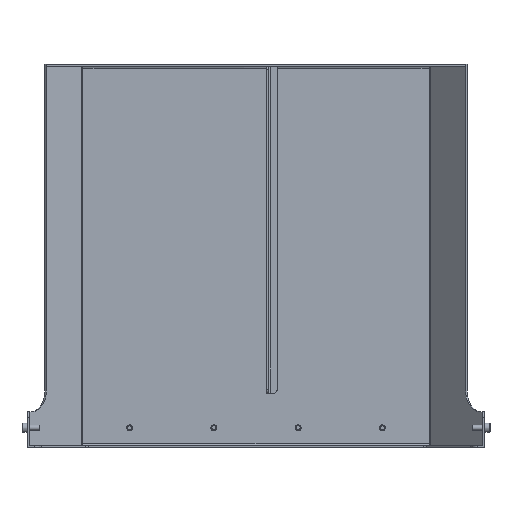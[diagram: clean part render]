
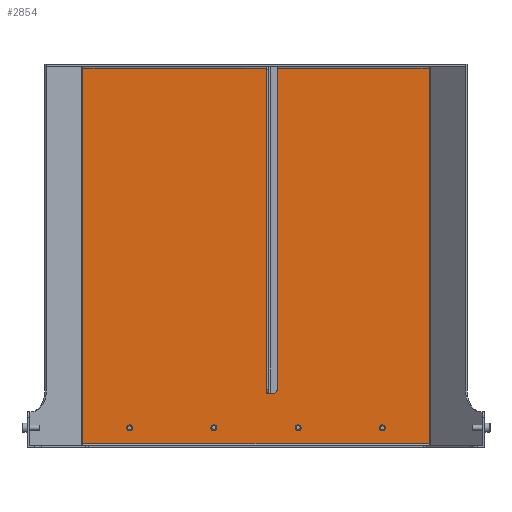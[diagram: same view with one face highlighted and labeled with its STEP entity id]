
A CAD part, top view. The second image highlights one B-rep face of the part: STEP entity #2854.
In plain terms, the highlighted planar face has unit normal (0, 0, 1).
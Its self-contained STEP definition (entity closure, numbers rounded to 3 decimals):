
#91=FACE_BOUND('',#329,.T.);
#92=FACE_BOUND('',#330,.T.);
#93=FACE_BOUND('',#331,.T.);
#94=FACE_BOUND('',#332,.T.);
#166=FACE_OUTER_BOUND('',#328,.T.);
#328=EDGE_LOOP('',(#1805,#1806,#1807,#1808,#1809,#1810,#1811,#1812,#1813));
#329=EDGE_LOOP('',(#1814));
#330=EDGE_LOOP('',(#1815));
#331=EDGE_LOOP('',(#1816));
#332=EDGE_LOOP('',(#1817));
#518=CIRCLE('',#3048,3.);
#519=CIRCLE('',#3049,2.75);
#520=CIRCLE('',#3050,2.75);
#521=CIRCLE('',#3051,2.75);
#522=CIRCLE('',#3052,2.75);
#646=LINE('',#4196,#873);
#647=LINE('',#4201,#874);
#657=LINE('',#4230,#884);
#658=LINE('',#4234,#885);
#659=LINE('',#4235,#886);
#660=LINE('',#4237,#887);
#661=LINE('',#4239,#888);
#662=LINE('',#4240,#889);
#873=VECTOR('',#3351,10.);
#874=VECTOR('',#3356,10.);
#884=VECTOR('',#3380,10.);
#885=VECTOR('',#3383,10.);
#886=VECTOR('',#3384,10.);
#887=VECTOR('',#3385,10.);
#888=VECTOR('',#3386,10.);
#889=VECTOR('',#3387,10.);
#1100=VERTEX_POINT('',#4180);
#1103=VERTEX_POINT('',#4194);
#1104=VERTEX_POINT('',#4198);
#1105=VERTEX_POINT('',#4200);
#1117=VERTEX_POINT('',#4229);
#1118=VERTEX_POINT('',#4231);
#1119=VERTEX_POINT('',#4233);
#1120=VERTEX_POINT('',#4236);
#1121=VERTEX_POINT('',#4238);
#1122=VERTEX_POINT('',#4241);
#1123=VERTEX_POINT('',#4243);
#1124=VERTEX_POINT('',#4245);
#1125=VERTEX_POINT('',#4247);
#1376=EDGE_CURVE('',#1100,#1103,#646,.T.);
#1378=EDGE_CURVE('',#1105,#1104,#647,.T.);
#1393=EDGE_CURVE('',#1104,#1117,#657,.T.);
#1394=EDGE_CURVE('',#1117,#1118,#518,.T.);
#1395=EDGE_CURVE('',#1118,#1119,#658,.T.);
#1396=EDGE_CURVE('',#1119,#1100,#659,.T.);
#1397=EDGE_CURVE('',#1103,#1120,#660,.T.);
#1398=EDGE_CURVE('',#1120,#1121,#661,.T.);
#1399=EDGE_CURVE('',#1105,#1121,#662,.T.);
#1400=EDGE_CURVE('',#1122,#1122,#519,.T.);
#1401=EDGE_CURVE('',#1123,#1123,#520,.T.);
#1402=EDGE_CURVE('',#1124,#1124,#521,.T.);
#1403=EDGE_CURVE('',#1125,#1125,#522,.T.);
#1805=ORIENTED_EDGE('',*,*,#1393,.T.);
#1806=ORIENTED_EDGE('',*,*,#1394,.T.);
#1807=ORIENTED_EDGE('',*,*,#1395,.T.);
#1808=ORIENTED_EDGE('',*,*,#1396,.T.);
#1809=ORIENTED_EDGE('',*,*,#1376,.T.);
#1810=ORIENTED_EDGE('',*,*,#1397,.T.);
#1811=ORIENTED_EDGE('',*,*,#1398,.T.);
#1812=ORIENTED_EDGE('',*,*,#1399,.F.);
#1813=ORIENTED_EDGE('',*,*,#1378,.T.);
#1814=ORIENTED_EDGE('',*,*,#1400,.T.);
#1815=ORIENTED_EDGE('',*,*,#1401,.T.);
#1816=ORIENTED_EDGE('',*,*,#1402,.T.);
#1817=ORIENTED_EDGE('',*,*,#1403,.T.);
#2597=PLANE('',#3047);
#2854=ADVANCED_FACE('',(#166,#91,#92,#93,#94),#2597,.T.);
#3047=AXIS2_PLACEMENT_3D('',#4228,#3378,#3379);
#3048=AXIS2_PLACEMENT_3D('',#4232,#3381,#3382);
#3049=AXIS2_PLACEMENT_3D('',#4242,#3388,#3389);
#3050=AXIS2_PLACEMENT_3D('',#4244,#3390,#3391);
#3051=AXIS2_PLACEMENT_3D('',#4246,#3392,#3393);
#3052=AXIS2_PLACEMENT_3D('',#4248,#3394,#3395);
#3351=DIRECTION('',(-1.,0.,0.));
#3356=DIRECTION('',(-1.,0.,0.));
#3378=DIRECTION('center_axis',(0.,0.,1.));
#3379=DIRECTION('ref_axis',(0.,-1.,0.));
#3380=DIRECTION('',(0.,-1.,0.));
#3381=DIRECTION('center_axis',(0.,0.,-1.));
#3382=DIRECTION('ref_axis',(0.707,-0.707,0.));
#3383=DIRECTION('',(-1.,0.,0.));
#3384=DIRECTION('',(0.,1.,0.));
#3385=DIRECTION('',(0.,-1.,0.));
#3386=DIRECTION('',(1.,0.,0.));
#3387=DIRECTION('',(0.,-1.,0.));
#3388=DIRECTION('center_axis',(0.,0.,-1.));
#3389=DIRECTION('ref_axis',(-1.,0.,0.));
#3390=DIRECTION('center_axis',(0.,0.,-1.));
#3391=DIRECTION('ref_axis',(-1.,0.,0.));
#3392=DIRECTION('center_axis',(0.,0.,-1.));
#3393=DIRECTION('ref_axis',(-1.,0.,0.));
#3394=DIRECTION('center_axis',(0.,0.,-1.));
#3395=DIRECTION('ref_axis',(-1.,0.,0.));
#4180=CARTESIAN_POINT('',(14.,360.,-90.));
#4194=CARTESIAN_POINT('',(-164.172,360.,-90.));
#4196=CARTESIAN_POINT('',(-164.172,360.,-90.));
#4198=CARTESIAN_POINT('',(20.,360.,-90.));
#4200=CARTESIAN_POINT('',(164.172,360.,-90.));
#4201=CARTESIAN_POINT('',(-164.172,360.,-90.));
#4228=CARTESIAN_POINT('Origin',(-164.172,362.,-90.));
#4229=CARTESIAN_POINT('',(20.,55.,-90.));
#4230=CARTESIAN_POINT('',(20.,360.,-90.));
#4231=CARTESIAN_POINT('',(17.,52.,-90.));
#4232=CARTESIAN_POINT('Origin',(17.,55.,-90.));
#4233=CARTESIAN_POINT('',(14.,52.,-90.));
#4234=CARTESIAN_POINT('',(-75.086,52.,-90.));
#4235=CARTESIAN_POINT('',(14.,358.,-90.));
#4236=CARTESIAN_POINT('',(-164.172,4.,-90.));
#4237=CARTESIAN_POINT('',(-164.172,362.,-90.));
#4238=CARTESIAN_POINT('',(164.172,4.,-90.));
#4239=CARTESIAN_POINT('',(-164.172,4.,-90.));
#4240=CARTESIAN_POINT('',(164.172,362.,-90.));
#4241=CARTESIAN_POINT('',(122.75,19.,-90.));
#4242=CARTESIAN_POINT('Origin',(120.,19.,-90.));
#4243=CARTESIAN_POINT('',(-37.25,19.,-90.));
#4244=CARTESIAN_POINT('Origin',(-40.,19.,-90.));
#4245=CARTESIAN_POINT('',(-117.25,19.,-90.));
#4246=CARTESIAN_POINT('Origin',(-120.,19.,-90.));
#4247=CARTESIAN_POINT('',(42.75,19.,-90.));
#4248=CARTESIAN_POINT('Origin',(40.,19.,-90.));
